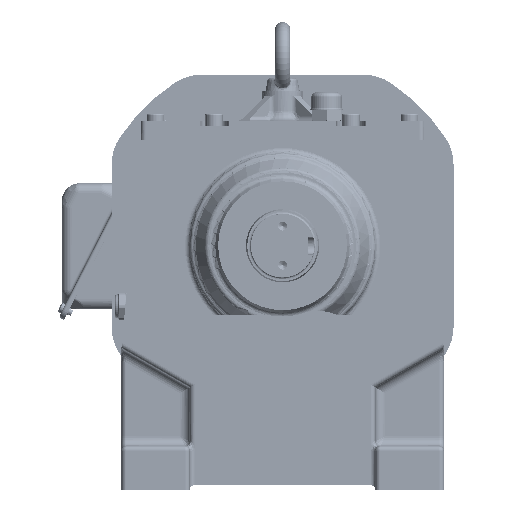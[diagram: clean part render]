
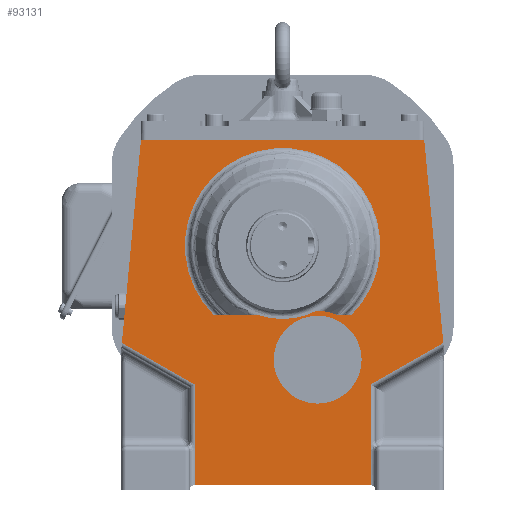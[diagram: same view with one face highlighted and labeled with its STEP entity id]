
A CAD part, front view. The second image highlights one B-rep face of the part: STEP entity #93131.
In plain terms, the highlighted planar face has unit normal (0, -1, 0).
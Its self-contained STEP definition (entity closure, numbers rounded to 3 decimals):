
#8582=CIRCLE('',#123710,100.);
#8583=CIRCLE('',#123713,75.032);
#8584=CIRCLE('',#123715,50.);
#8591=CIRCLE('',#123746,45.);
#31431=ORIENTED_EDGE('',*,*,#47887,.T.);
#31432=ORIENTED_EDGE('',*,*,#47885,.F.);
#31433=ORIENTED_EDGE('',*,*,#47884,.T.);
#31434=ORIENTED_EDGE('',*,*,#47883,.T.);
#31435=ORIENTED_EDGE('',*,*,#47909,.T.);
#31436=ORIENTED_EDGE('',*,*,#47911,.F.);
#31437=ORIENTED_EDGE('',*,*,#47912,.F.);
#31438=ORIENTED_EDGE('',*,*,#47913,.F.);
#31439=ORIENTED_EDGE('',*,*,#47888,.F.);
#31440=ORIENTED_EDGE('',*,*,#47914,.F.);
#31441=ORIENTED_EDGE('',*,*,#47891,.T.);
#31442=ORIENTED_EDGE('',*,*,#47880,.T.);
#31443=ORIENTED_EDGE('',*,*,#47915,.T.);
#31444=ORIENTED_EDGE('',*,*,#47879,.F.);
#31445=ORIENTED_EDGE('',*,*,#47877,.T.);
#31446=ORIENTED_EDGE('',*,*,#47876,.T.);
#31447=ORIENTED_EDGE('',*,*,#47874,.T.);
#31448=ORIENTED_EDGE('',*,*,#47872,.T.);
#47872=EDGE_CURVE('',#57597,#57598,#65440,.T.);
#47874=EDGE_CURVE('',#57599,#57597,#8582,.F.);
#47876=EDGE_CURVE('',#57600,#57599,#65442,.T.);
#47877=EDGE_CURVE('',#57601,#57600,#8583,.F.);
#47879=EDGE_CURVE('',#57601,#57598,#8584,.T.);
#47880=EDGE_CURVE('',#57602,#57561,#65444,.T.);
#47883=EDGE_CURVE('',#57556,#57603,#65445,.F.);
#47884=EDGE_CURVE('',#57558,#57556,#65446,.F.);
#47885=EDGE_CURVE('',#57558,#57562,#65447,.T.);
#47887=EDGE_CURVE('',#57561,#57562,#65449,.F.);
#47888=EDGE_CURVE('',#57604,#57605,#65450,.T.);
#47891=EDGE_CURVE('',#57607,#57602,#65452,.T.);
#47909=EDGE_CURVE('',#57603,#57619,#65456,.F.);
#47911=EDGE_CURVE('',#57620,#57619,#65457,.T.);
#47912=EDGE_CURVE('',#57621,#57620,#65458,.T.);
#47913=EDGE_CURVE('',#57605,#57621,#65459,.T.);
#47914=EDGE_CURVE('',#57607,#57604,#65460,.T.);
#47915=EDGE_CURVE('',#57622,#57622,#8591,.F.);
#57556=VERTEX_POINT('',#186317);
#57558=VERTEX_POINT('',#186326);
#57561=VERTEX_POINT('',#186368);
#57562=VERTEX_POINT('',#186381);
#57597=VERTEX_POINT('',#186614);
#57598=VERTEX_POINT('',#186616);
#57599=VERTEX_POINT('',#186626);
#57600=VERTEX_POINT('',#186630);
#57601=VERTEX_POINT('',#186634);
#57602=VERTEX_POINT('',#186640);
#57603=VERTEX_POINT('',#186644);
#57604=VERTEX_POINT('',#186655);
#57605=VERTEX_POINT('',#186656);
#57607=VERTEX_POINT('',#186662);
#57619=VERTEX_POINT('',#186728);
#57620=VERTEX_POINT('',#186732);
#57621=VERTEX_POINT('',#186734);
#57622=VERTEX_POINT('',#186738);
#65440=LINE('',#186617,#72729);
#65442=LINE('',#186631,#72731);
#65444=LINE('',#186639,#72733);
#65445=LINE('',#186645,#72734);
#65446=LINE('',#186647,#72735);
#65447=LINE('',#186649,#72736);
#65449=LINE('',#186652,#72738);
#65450=LINE('',#186654,#72739);
#65452=LINE('',#186661,#72741);
#65456=LINE('',#186727,#72745);
#65457=LINE('',#186731,#72746);
#65458=LINE('',#186733,#72747);
#65459=LINE('',#186735,#72748);
#65460=LINE('',#186736,#72749);
#72729=VECTOR('',#146642,1000.);
#72731=VECTOR('',#146650,1000.);
#72733=VECTOR('',#146662,1000.);
#72734=VECTOR('',#146669,1000.);
#72735=VECTOR('',#146672,1000.);
#72736=VECTOR('',#146675,1000.);
#72738=VECTOR('',#146679,1000.);
#72739=VECTOR('',#146682,1000.);
#72741=VECTOR('',#146688,1000.);
#72745=VECTOR('',#146728,1000.);
#72746=VECTOR('',#146733,1000.);
#72747=VECTOR('',#146734,1000.);
#72748=VECTOR('',#146735,1000.);
#72749=VECTOR('',#146736,1000.);
#78717=EDGE_LOOP('',(#31431,#31432,#31433,#31434,#31435,#31436,#31437,#31438,
#31439,#31440,#31441,#31442));
#78718=EDGE_LOOP('',(#31443));
#78719=EDGE_LOOP('',(#31444,#31445,#31446,#31447,#31448));
#85092=FACE_BOUND('',#78717,.T.);
#85093=FACE_BOUND('',#78718,.T.);
#85094=FACE_BOUND('',#78719,.T.);
#88488=PLANE('',#123745);
#93131=ADVANCED_FACE('',(#85092,#85093,#85094),#88488,.T.);
#123710=AXIS2_PLACEMENT_3D('',#186627,#146645,#146646);
#123713=AXIS2_PLACEMENT_3D('',#186633,#146653,#146654);
#123715=AXIS2_PLACEMENT_3D('',#186637,#146658,#146659);
#123745=AXIS2_PLACEMENT_3D('',#186730,#146731,#146732);
#123746=AXIS2_PLACEMENT_3D('',#186737,#146737,#146738);
#146642=DIRECTION('',(-1.,0.,0.));
#146645=DIRECTION('',(0.,-1.,0.));
#146646=DIRECTION('',(0.,0.,-1.));
#146650=DIRECTION('',(-1.,0.,0.));
#146653=DIRECTION('',(0.,-1.,0.));
#146654=DIRECTION('',(0.,0.,-1.));
#146658=DIRECTION('',(0.,1.,0.));
#146659=DIRECTION('',(1.,0.,0.));
#146662=DIRECTION('',(0.,0.,-1.));
#146669=DIRECTION('',(0.,0.,-1.));
#146672=DIRECTION('',(0.,0.,-1.));
#146675=DIRECTION('',(-1.,0.,0.));
#146679=DIRECTION('',(0.,0.,1.));
#146682=DIRECTION('',(1.,0.,0.));
#146688=DIRECTION('',(0.868,0.,-0.496));
#146728=DIRECTION('',(-0.868,0.,-0.496));
#146731=DIRECTION('',(0.,-1.,0.));
#146732=DIRECTION('',(0.,0.,-1.));
#146733=DIRECTION('',(0.093,0.,-0.996));
#146734=DIRECTION('',(1.,0.,0.));
#146735=DIRECTION('',(1.,0.,0.));
#146736=DIRECTION('',(0.093,0.,0.996));
#146737=DIRECTION('',(0.,-1.,0.));
#146738=DIRECTION('',(0.,0.,-1.));
#186317=CARTESIAN_POINT('',(90.,-262.,-210.));
#186326=CARTESIAN_POINT('',(90.,-262.,-245.));
#186368=CARTESIAN_POINT('',(-90.,-262.,-210.));
#186381=CARTESIAN_POINT('',(-90.,-262.,-245.));
#186614=CARTESIAN_POINT('',(70.42,-262.,-71.));
#186616=CARTESIAN_POINT('',(56.41,-262.,-71.));
#186617=CARTESIAN_POINT('',(63.119,-262.,-71.));
#186626=CARTESIAN_POINT('',(-70.42,-262.,-71.));
#186627=CARTESIAN_POINT('',(0.,-262.,0.));
#186630=CARTESIAN_POINT('',(-24.265,-262.,-71.));
#186631=CARTESIAN_POINT('',(63.119,-262.,-71.));
#186633=CARTESIAN_POINT('',(0.,-262.,0.));
#186634=CARTESIAN_POINT('',(34.521,-262.,-66.619));
#186637=CARTESIAN_POINT('',(35.9,-262.,-116.6));
#186639=CARTESIAN_POINT('',(-90.,-262.,91.));
#186640=CARTESIAN_POINT('',(-90.,-262.,-142.098));
#186644=CARTESIAN_POINT('',(90.,-262.,-142.098));
#186645=CARTESIAN_POINT('',(90.,-262.,-156.606));
#186647=CARTESIAN_POINT('',(90.,-262.,-205.));
#186649=CARTESIAN_POINT('',(95.,-262.,-245.));
#186652=CARTESIAN_POINT('',(-90.,-262.,-250.));
#186654=CARTESIAN_POINT('',(-145.,-262.,108.));
#186655=CARTESIAN_POINT('',(-145.,-262.,108.));
#186656=CARTESIAN_POINT('',(-142.179,-262.,108.));
#186661=CARTESIAN_POINT('',(-221.719,-262.,-66.83));
#186662=CARTESIAN_POINT('',(-164.487,-262.,-99.534));
#186727=CARTESIAN_POINT('',(162.519,-262.,-100.659));
#186728=CARTESIAN_POINT('',(164.487,-262.,-99.534));
#186730=CARTESIAN_POINT('',(-131.53,-262.,91.));
#186731=CARTESIAN_POINT('',(165.,-262.,-105.));
#186732=CARTESIAN_POINT('',(145.,-262.,108.));
#186733=CARTESIAN_POINT('',(-145.,-262.,108.));
#186734=CARTESIAN_POINT('',(142.179,-262.,108.));
#186735=CARTESIAN_POINT('',(-145.,-262.,108.));
#186736=CARTESIAN_POINT('',(-145.,-262.,108.));
#186737=CARTESIAN_POINT('',(35.9,-262.,-116.6));
#186738=CARTESIAN_POINT('',(35.9,-262.,-161.6));
